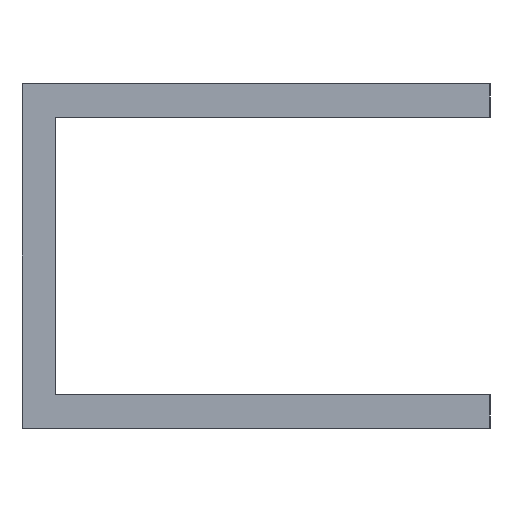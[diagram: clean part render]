
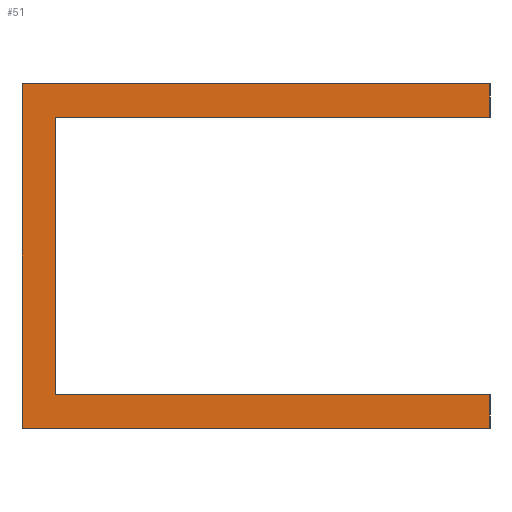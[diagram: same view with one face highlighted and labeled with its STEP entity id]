
A CAD part, left-side view. The second image highlights one B-rep face of the part: STEP entity #51.
In plain terms, the highlighted planar face has unit normal (-1, 0, 0).
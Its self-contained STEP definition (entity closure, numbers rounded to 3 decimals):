
#51=ADVANCED_FACE('',(#97),#98,.T.);
#97=FACE_OUTER_BOUND('',#135,.T.);
#98=PLANE('',#136);
#135=EDGE_LOOP('',(#207,#208,#209,#210,#211,#212,#213,#214));
#136=AXIS2_PLACEMENT_3D('',#215,#216,#217);
#207=ORIENTED_EDGE('',*,*,#262,.F.);
#208=ORIENTED_EDGE('',*,*,#234,.F.);
#209=ORIENTED_EDGE('',*,*,#239,.F.);
#210=ORIENTED_EDGE('',*,*,#243,.F.);
#211=ORIENTED_EDGE('',*,*,#247,.F.);
#212=ORIENTED_EDGE('',*,*,#251,.F.);
#213=ORIENTED_EDGE('',*,*,#255,.F.);
#214=ORIENTED_EDGE('',*,*,#259,.F.);
#215=CARTESIAN_POINT('',(0.0,-5.728,0.));
#216=DIRECTION('',(-1.0,0.0,0.0));
#217=DIRECTION('',(0.0,0.0,1.0));
#234=EDGE_CURVE('',#270,#272,#273,.T.);
#239=EDGE_CURVE('',#278,#270,#280,.T.);
#243=EDGE_CURVE('',#284,#278,#286,.T.);
#247=EDGE_CURVE('',#290,#284,#292,.T.);
#251=EDGE_CURVE('',#296,#290,#298,.T.);
#255=EDGE_CURVE('',#302,#296,#304,.T.);
#259=EDGE_CURVE('',#308,#302,#310,.T.);
#262=EDGE_CURVE('',#272,#308,#313,.T.);
#270=VERTEX_POINT('',#322);
#272=VERTEX_POINT('',#325);
#273=LINE('',#326,#327);
#278=VERTEX_POINT('',#334);
#280=LINE('',#337,#338);
#284=VERTEX_POINT('',#343);
#286=LINE('',#346,#347);
#290=VERTEX_POINT('',#352);
#292=LINE('',#355,#356);
#296=VERTEX_POINT('',#361);
#298=LINE('',#364,#365);
#302=VERTEX_POINT('',#370);
#304=LINE('',#373,#374);
#308=VERTEX_POINT('',#379);
#310=LINE('',#382,#383);
#313=LINE('',#387,#388);
#322=CARTESIAN_POINT('',(0.0,-14.0,-4.15));
#325=CARTESIAN_POINT('',(0.0,-14.0,-5.15));
#326=CARTESIAN_POINT('',(0.0,-14.0,-4.15));
#327=VECTOR('',#394,1.0);
#334=CARTESIAN_POINT('',(0.0,-1.0,-4.15));
#337=CARTESIAN_POINT('',(0.0,-1.0,-4.15));
#338=VECTOR('',#398,1.0);
#343=CARTESIAN_POINT('',(0.0,-1.0,4.15));
#346=CARTESIAN_POINT('',(0.0,-1.0,4.15));
#347=VECTOR('',#401,1.0);
#352=CARTESIAN_POINT('',(0.0,-14.0,4.15));
#355=CARTESIAN_POINT('',(0.0,-14.0,4.15));
#356=VECTOR('',#404,1.0);
#361=CARTESIAN_POINT('',(0.0,-14.0,5.15));
#364=CARTESIAN_POINT('',(0.0,-14.0,5.15));
#365=VECTOR('',#407,1.0);
#370=CARTESIAN_POINT('',(0.0,0.0,5.15));
#373=CARTESIAN_POINT('',(0.0,0.0,5.15));
#374=VECTOR('',#410,1.0);
#379=CARTESIAN_POINT('',(0.0,0.0,-5.15));
#382=CARTESIAN_POINT('',(0.0,0.0,-5.15));
#383=VECTOR('',#413,1.0);
#387=CARTESIAN_POINT('',(0.0,-14.0,-5.15));
#388=VECTOR('',#415,1.0);
#394=DIRECTION('',(0.0,0.0,-1.0));
#398=DIRECTION('',(0.0,-1.0,0.0));
#401=DIRECTION('',(0.0,0.0,-1.0));
#404=DIRECTION('',(0.0,1.0,0.0));
#407=DIRECTION('',(0.0,0.0,-1.0));
#410=DIRECTION('',(0.0,-1.0,0.0));
#413=DIRECTION('',(0.0,0.0,1.0));
#415=DIRECTION('',(0.0,1.0,0.0));
